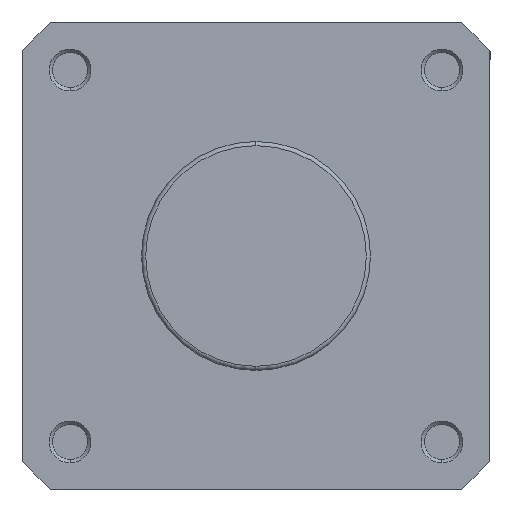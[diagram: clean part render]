
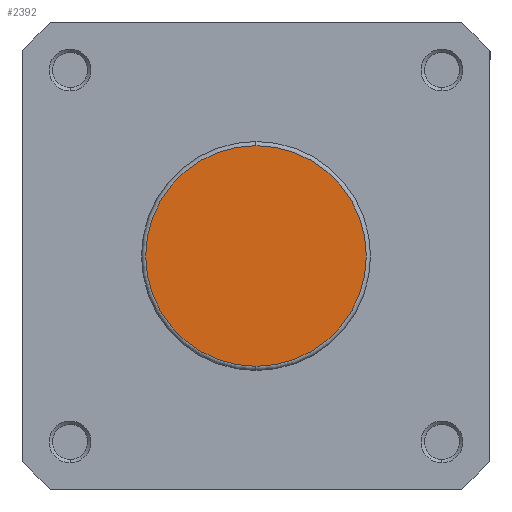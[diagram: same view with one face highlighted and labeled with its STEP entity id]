
A CAD part, left-side view. The second image highlights one B-rep face of the part: STEP entity #2392.
In plain terms, the highlighted planar face has unit normal (-1, 0, 0).
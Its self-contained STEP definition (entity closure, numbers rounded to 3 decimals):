
#47 = EDGE_CURVE ( 'NONE', #400, #942, #4683, .T. ) ;
#400 = VERTEX_POINT ( 'NONE', #1422 ) ;
#561 = DIRECTION ( 'NONE',  ( -1., 0., 0. ) ) ;
#562 = CARTESIAN_POINT ( 'NONE',  ( 0., 0., 0. ) ) ;
#657 = DIRECTION ( 'NONE',  ( 0., 0., -1. ) ) ;
#942 = VERTEX_POINT ( 'NONE', #1522 ) ;
#1422 = CARTESIAN_POINT ( 'NONE',  ( 0., 0., -26.4 ) ) ;
#1522 = CARTESIAN_POINT ( 'NONE',  ( 0., 0., 26.4 ) ) ;
#1815 = PLANE ( 'NONE',  #3073 ) ;
#1816 = CARTESIAN_POINT ( 'NONE',  ( 0., 27.4, 0. ) ) ;
#1825 = DIRECTION ( 'NONE',  ( 1., 0., 0. ) ) ;
#1826 = DIRECTION ( 'NONE',  ( 0., 0., -1. ) ) ;
#2392 = ADVANCED_FACE ( 'NONE', ( #4920 ), #1815, .F. ) ;
#2828 = EDGE_CURVE ( 'NONE', #942, #400, #5305, .T. ) ;
#2908 = AXIS2_PLACEMENT_3D ( 'NONE', #562, #561, #657 ) ;
#3073 = AXIS2_PLACEMENT_3D ( 'NONE', #1816, #1825, #1826 ) ;
#3260 = AXIS2_PLACEMENT_3D ( 'NONE', #5749, #5751, #5752 ) ;
#3795 = ORIENTED_EDGE ( 'NONE', *, *, #47, .T. ) ;
#3796 = ORIENTED_EDGE ( 'NONE', *, *, #2828, .T. ) ;
#4505 = EDGE_LOOP ( 'NONE', ( #3795, #3796 ) ) ;
#4683 = CIRCLE ( 'NONE', #2908, 26.4 ) ;
#4920 = FACE_OUTER_BOUND ( 'NONE', #4505, .T. ) ;
#5305 = CIRCLE ( 'NONE', #3260, 26.4 ) ;
#5749 = CARTESIAN_POINT ( 'NONE',  ( 0., 0., 0. ) ) ;
#5751 = DIRECTION ( 'NONE',  ( -1., 0., 0. ) ) ;
#5752 = DIRECTION ( 'NONE',  ( 0., 0., -1. ) ) ;
